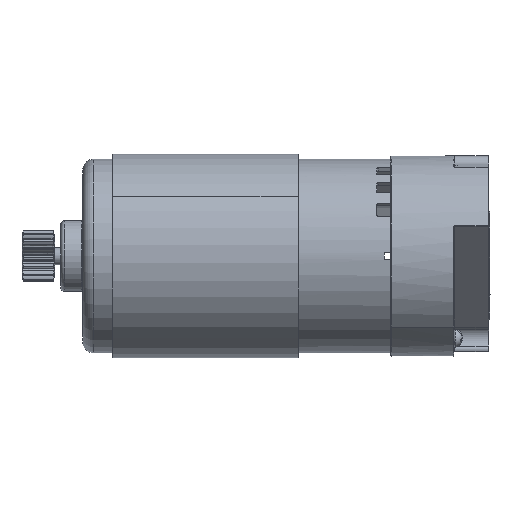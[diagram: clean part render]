
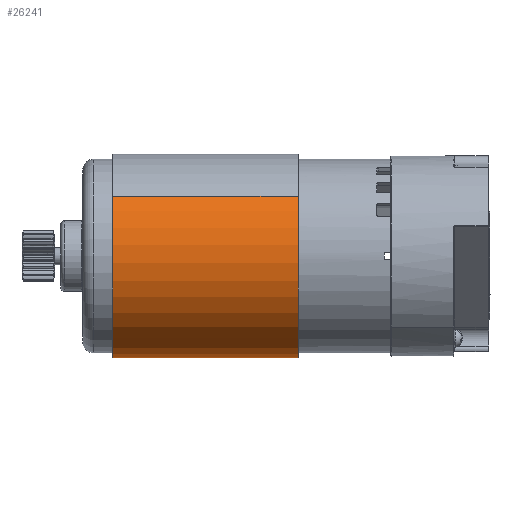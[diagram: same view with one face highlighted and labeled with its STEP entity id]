
A CAD part, left-side view. The second image highlights one B-rep face of the part: STEP entity #26241.
In plain terms, the highlighted cylindrical face has radius 18.75 mm (diameter 37.5 mm), a partial arc.
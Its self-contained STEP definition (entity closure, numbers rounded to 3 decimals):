
#68 = ORIENTED_EDGE ( 'NONE', *, *, #701, .F. ) ;
#701 = EDGE_CURVE ( 'NONE', #19337, #37646, #16041, .T. ) ;
#1057 = VECTOR ( 'NONE', #10722, 1000. ) ;
#3852 = CIRCLE ( 'NONE', #19040, 18.75 ) ;
#5753 = CYLINDRICAL_SURFACE ( 'NONE', #20289, 18.75 ) ;
#5990 = EDGE_CURVE ( 'NONE', #23257, #37646, #17867, .T. ) ;
#5998 = DIRECTION ( 'NONE',  ( -0.808, -0.589, 0. ) ) ;
#6368 = AXIS2_PLACEMENT_3D ( 'NONE', #28141, #34149, #28024 ) ;
#6988 = CARTESIAN_POINT ( 'NONE',  ( 15.152, 11.044, -39.65 ) ) ;
#7324 = CARTESIAN_POINT ( 'NONE',  ( 15.152, 11.044, -5.5 ) ) ;
#10722 = DIRECTION ( 'NONE',  ( 0., 0., 1. ) ) ;
#11089 = ORIENTED_EDGE ( 'NONE', *, *, #28113, .F. ) ;
#11792 = ORIENTED_EDGE ( 'NONE', *, *, #36293, .T. ) ;
#12297 = DIRECTION ( 'NONE',  ( 0., 0., -1. ) ) ;
#13940 = EDGE_LOOP ( 'NONE', ( #68, #11089, #11792, #14781 ) ) ;
#14781 = ORIENTED_EDGE ( 'NONE', *, *, #5990, .T. ) ;
#15163 = DIRECTION ( 'NONE',  ( 0., 0., 1. ) ) ;
#16041 = LINE ( 'NONE', #16305, #1057 ) ;
#16305 = CARTESIAN_POINT ( 'NONE',  ( 15.152, 11.044, -39.65 ) ) ;
#17867 = CIRCLE ( 'NONE', #6368, 18.75 ) ;
#18156 = CARTESIAN_POINT ( 'NONE',  ( 0., 0., -39.65 ) ) ;
#19040 = AXIS2_PLACEMENT_3D ( 'NONE', #26656, #12297, #29807 ) ;
#19337 = VERTEX_POINT ( 'NONE', #6988 ) ;
#20021 = VECTOR ( 'NONE', #30427, 1000. ) ;
#20289 = AXIS2_PLACEMENT_3D ( 'NONE', #18156, #15163, #5998 ) ;
#21030 = CARTESIAN_POINT ( 'NONE',  ( -15.152, -11.044, -39.65 ) ) ;
#22601 = FACE_OUTER_BOUND ( 'NONE', #13940, .T. ) ;
#23257 = VERTEX_POINT ( 'NONE', #27481 ) ;
#23538 = VERTEX_POINT ( 'NONE', #21030 ) ;
#26241 = ADVANCED_FACE ( 'NONE', ( #22601 ), #5753, .T. ) ;
#26656 = CARTESIAN_POINT ( 'NONE',  ( 0., 0., -39.65 ) ) ;
#27481 = CARTESIAN_POINT ( 'NONE',  ( -15.152, -11.044, -5.5 ) ) ;
#28024 = DIRECTION ( 'NONE',  ( 0.808, 0.589, 0. ) ) ;
#28113 = EDGE_CURVE ( 'NONE', #23538, #19337, #3852, .T. ) ;
#28141 = CARTESIAN_POINT ( 'NONE',  ( 0., 0., -5.5 ) ) ;
#29807 = DIRECTION ( 'NONE',  ( 0.808, 0.589, 0. ) ) ;
#30427 = DIRECTION ( 'NONE',  ( 0., 0., 1. ) ) ;
#32664 = LINE ( 'NONE', #36689, #20021 ) ;
#34149 = DIRECTION ( 'NONE',  ( 0., 0., -1. ) ) ;
#36293 = EDGE_CURVE ( 'NONE', #23538, #23257, #32664, .T. ) ;
#36689 = CARTESIAN_POINT ( 'NONE',  ( -15.152, -11.044, -39.65 ) ) ;
#37646 = VERTEX_POINT ( 'NONE', #7324 ) ;
